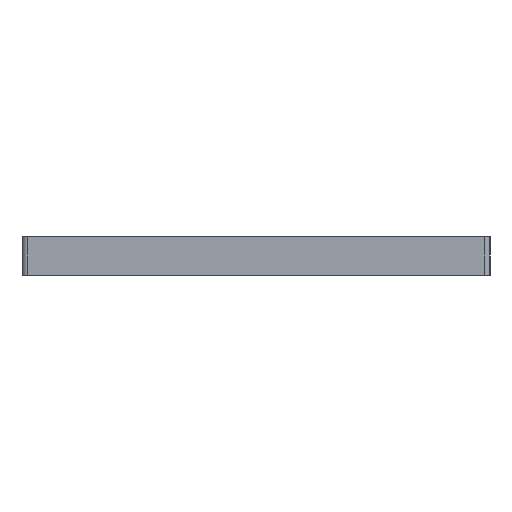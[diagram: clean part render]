
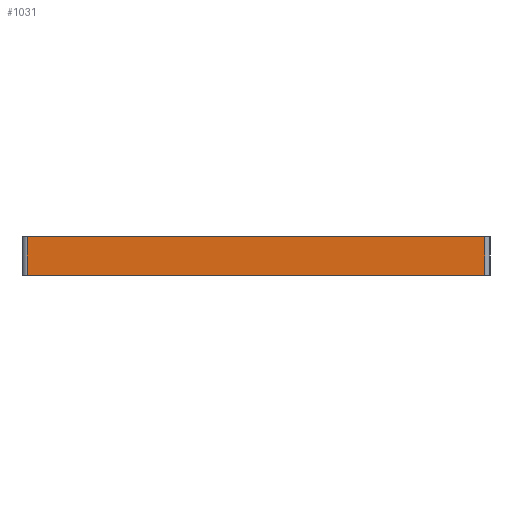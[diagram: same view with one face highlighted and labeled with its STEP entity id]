
A CAD part, left-side view. The second image highlights one B-rep face of the part: STEP entity #1031.
In plain terms, the highlighted planar face has unit normal (-1, 0, 0).
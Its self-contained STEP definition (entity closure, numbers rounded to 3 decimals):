
#31=PLANE('',#1112);
#89=FACE_OUTER_BOUND('',#149,.T.);
#149=EDGE_LOOP('',(#755,#756,#757,#758));
#222=LINE('',#1476,#358);
#223=LINE('',#1481,#359);
#224=LINE('',#1484,#360);
#225=LINE('',#1485,#361);
#358=VECTOR('',#1196,10.);
#359=VECTOR('',#1203,10.);
#360=VECTOR('',#1206,10.);
#361=VECTOR('',#1207,10.);
#504=VERTEX_POINT('',#1473);
#505=VERTEX_POINT('',#1475);
#506=VERTEX_POINT('',#1479);
#507=VERTEX_POINT('',#1483);
#602=EDGE_CURVE('',#504,#505,#222,.T.);
#605=EDGE_CURVE('',#505,#506,#223,.T.);
#606=EDGE_CURVE('',#507,#504,#224,.T.);
#607=EDGE_CURVE('',#506,#507,#225,.T.);
#755=ORIENTED_EDGE('',*,*,#605,.F.);
#756=ORIENTED_EDGE('',*,*,#602,.F.);
#757=ORIENTED_EDGE('',*,*,#606,.F.);
#758=ORIENTED_EDGE('',*,*,#607,.F.);
#1031=ADVANCED_FACE('',(#89),#31,.T.);
#1112=AXIS2_PLACEMENT_3D('',#1482,#1204,#1205);
#1196=DIRECTION('',(0.,1.,0.));
#1203=DIRECTION('',(0.,0.,1.));
#1204=DIRECTION('center_axis',(-1.,0.,0.));
#1205=DIRECTION('ref_axis',(0.,-1.,0.));
#1206=DIRECTION('',(0.,0.,-1.));
#1207=DIRECTION('',(0.,-1.,0.));
#1473=CARTESIAN_POINT('',(-25.,-3.,0.));
#1475=CARTESIAN_POINT('',(-25.,81.,0.));
#1476=CARTESIAN_POINT('',(-25.,-4.,0.));
#1479=CARTESIAN_POINT('',(-25.,81.,7.));
#1481=CARTESIAN_POINT('',(-25.,81.,0.));
#1482=CARTESIAN_POINT('Origin',(-25.,82.,0.));
#1483=CARTESIAN_POINT('',(-25.,-3.,7.));
#1484=CARTESIAN_POINT('',(-25.,-3.,0.));
#1485=CARTESIAN_POINT('',(-25.,-4.,7.));
